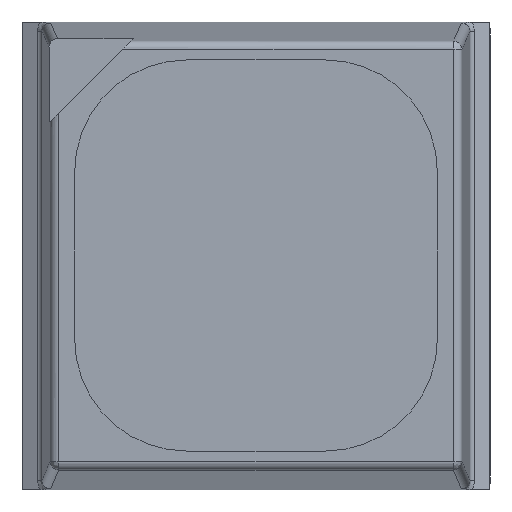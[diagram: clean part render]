
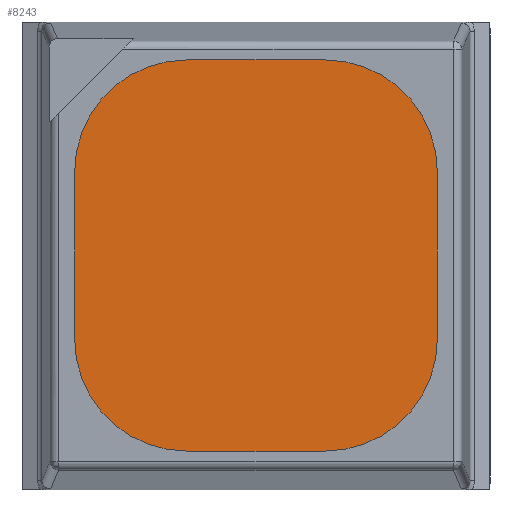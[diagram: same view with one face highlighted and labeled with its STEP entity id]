
A CAD part, top view. The second image highlights one B-rep face of the part: STEP entity #8243.
In plain terms, the highlighted planar face has unit normal (0, 0, 1).
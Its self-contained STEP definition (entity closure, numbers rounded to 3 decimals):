
#48 = CARTESIAN_POINT ( 'NONE',  ( -0.415, -1.17, 2.6 ) ) ;
#108 = VERTEX_POINT ( 'NONE', #8886 ) ;
#175 = CIRCLE ( 'NONE', #7620, 0.67 ) ;
#229 = FACE_OUTER_BOUND ( 'NONE', #7985, .T. ) ;
#320 = ORIENTED_EDGE ( 'NONE', *, *, #5932, .F. ) ;
#338 = ORIENTED_EDGE ( 'NONE', *, *, #7687, .F. ) ;
#433 = ORIENTED_EDGE ( 'NONE', *, *, #1069, .F. ) ;
#456 = ORIENTED_EDGE ( 'NONE', *, *, #792, .F. ) ;
#607 = CARTESIAN_POINT ( 'NONE',  ( 0.415, -1.17, 2.6 ) ) ;
#792 = EDGE_CURVE ( 'NONE', #4285, #7080, #3373, .T. ) ;
#809 = CARTESIAN_POINT ( 'NONE',  ( 0., 0., 2.6 ) ) ;
#1026 = AXIS2_PLACEMENT_3D ( 'NONE', #5382, #6792, #8192 ) ;
#1069 = EDGE_CURVE ( 'NONE', #9043, #2116, #5456, .T. ) ;
#1154 = EDGE_CURVE ( 'NONE', #2116, #5844, #175, .T. ) ;
#1303 = VECTOR ( 'NONE', #1931, 1000. ) ;
#1451 = CIRCLE ( 'NONE', #8099, 0.67 ) ;
#1488 = PLANE ( 'NONE',  #3745 ) ;
#1524 = DIRECTION ( 'NONE',  ( -1., 0., 0. ) ) ;
#1615 = CARTESIAN_POINT ( 'NONE',  ( 1.085, 0., 2.6 ) ) ;
#1809 = DIRECTION ( 'NONE',  ( 0., 0., -1. ) ) ;
#1884 = CIRCLE ( 'NONE', #4558, 0.67 ) ;
#1931 = DIRECTION ( 'NONE',  ( 0., 1., 0. ) ) ;
#2116 = VERTEX_POINT ( 'NONE', #48 ) ;
#2549 = DIRECTION ( 'NONE',  ( -1., 0., 0. ) ) ;
#3106 = LINE ( 'NONE', #4814, #6659 ) ;
#3214 = CARTESIAN_POINT ( 'NONE',  ( 0.415, -0.5, 2.6 ) ) ;
#3371 = DIRECTION ( 'NONE',  ( 1., 0., 0. ) ) ;
#3373 = CIRCLE ( 'NONE', #1026, 0.67 ) ;
#3745 = AXIS2_PLACEMENT_3D ( 'NONE', #809, #5741, #1524 ) ;
#3914 = DIRECTION ( 'NONE',  ( 1., 0., 0. ) ) ;
#4099 = DIRECTION ( 'NONE',  ( 0., 0., -1. ) ) ;
#4153 = CARTESIAN_POINT ( 'NONE',  ( -1.085, -0.5, 2.6 ) ) ;
#4285 = VERTEX_POINT ( 'NONE', #7383 ) ;
#4530 = CARTESIAN_POINT ( 'NONE',  ( -1.085, 0.5, 2.6 ) ) ;
#4558 = AXIS2_PLACEMENT_3D ( 'NONE', #6017, #1809, #6751 ) ;
#4814 = CARTESIAN_POINT ( 'NONE',  ( 0., 1.17, 2.6 ) ) ;
#4836 = ORIENTED_EDGE ( 'NONE', *, *, #5818, .F. ) ;
#5130 = LINE ( 'NONE', #1615, #8941 ) ;
#5232 = ORIENTED_EDGE ( 'NONE', *, *, #1154, .F. ) ;
#5382 = CARTESIAN_POINT ( 'NONE',  ( 0.415, 0.5, 2.6 ) ) ;
#5456 = LINE ( 'NONE', #6062, #7380 ) ;
#5561 = VERTEX_POINT ( 'NONE', #4530 ) ;
#5741 = DIRECTION ( 'NONE',  ( 0., 0., -1. ) ) ;
#5818 = EDGE_CURVE ( 'NONE', #5844, #5561, #6721, .T. ) ;
#5844 = VERTEX_POINT ( 'NONE', #4153 ) ;
#5889 = CARTESIAN_POINT ( 'NONE',  ( 1.085, 0.5, 2.6 ) ) ;
#5932 = EDGE_CURVE ( 'NONE', #7080, #6579, #5130, .T. ) ;
#6017 = CARTESIAN_POINT ( 'NONE',  ( -0.415, 0.5, 2.6 ) ) ;
#6062 = CARTESIAN_POINT ( 'NONE',  ( 0., -1.17, 2.6 ) ) ;
#6226 = ORIENTED_EDGE ( 'NONE', *, *, #7325, .F. ) ;
#6556 = DIRECTION ( 'NONE',  ( 0., -1., 0. ) ) ;
#6579 = VERTEX_POINT ( 'NONE', #9123 ) ;
#6659 = VECTOR ( 'NONE', #3371, 1000. ) ;
#6721 = LINE ( 'NONE', #7668, #1303 ) ;
#6751 = DIRECTION ( 'NONE',  ( 1., 0., 0. ) ) ;
#6792 = DIRECTION ( 'NONE',  ( 0., 0., -1. ) ) ;
#7080 = VERTEX_POINT ( 'NONE', #5889 ) ;
#7325 = EDGE_CURVE ( 'NONE', #108, #4285, #3106, .T. ) ;
#7380 = VECTOR ( 'NONE', #2549, 1000. ) ;
#7383 = CARTESIAN_POINT ( 'NONE',  ( 0.415, 1.17, 2.6 ) ) ;
#7455 = ORIENTED_EDGE ( 'NONE', *, *, #8053, .F. ) ;
#7620 = AXIS2_PLACEMENT_3D ( 'NONE', #8362, #4099, #9100 ) ;
#7668 = CARTESIAN_POINT ( 'NONE',  ( -1.085, 0., 2.6 ) ) ;
#7687 = EDGE_CURVE ( 'NONE', #6579, #9043, #1451, .T. ) ;
#7985 = EDGE_LOOP ( 'NONE', ( #338, #320, #456, #6226, #7455, #4836, #5232, #433 ) ) ;
#8053 = EDGE_CURVE ( 'NONE', #5561, #108, #1884, .T. ) ;
#8099 = AXIS2_PLACEMENT_3D ( 'NONE', #3214, #8177, #3914 ) ;
#8177 = DIRECTION ( 'NONE',  ( 0., 0., -1. ) ) ;
#8192 = DIRECTION ( 'NONE',  ( 1., 0., 0. ) ) ;
#8243 = ADVANCED_FACE ( 'NONE', ( #229 ), #1488, .F. ) ;
#8362 = CARTESIAN_POINT ( 'NONE',  ( -0.415, -0.5, 2.6 ) ) ;
#8886 = CARTESIAN_POINT ( 'NONE',  ( -0.415, 1.17, 2.6 ) ) ;
#8941 = VECTOR ( 'NONE', #6556, 1000. ) ;
#9043 = VERTEX_POINT ( 'NONE', #607 ) ;
#9100 = DIRECTION ( 'NONE',  ( 1., 0., 0. ) ) ;
#9123 = CARTESIAN_POINT ( 'NONE',  ( 1.085, -0.5, 2.6 ) ) ;
